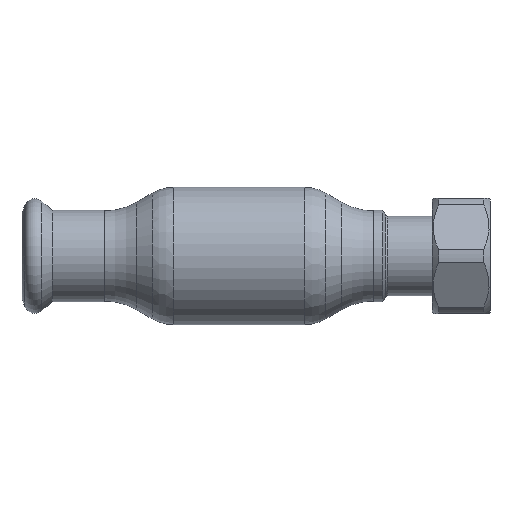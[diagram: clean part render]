
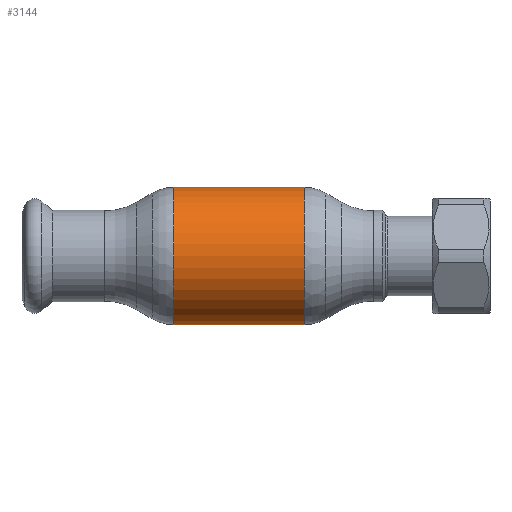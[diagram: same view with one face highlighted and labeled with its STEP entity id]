
A CAD part, front view. The second image highlights one B-rep face of the part: STEP entity #3144.
In plain terms, the highlighted cylindrical face has radius 19 mm (diameter 38 mm), a partial arc.
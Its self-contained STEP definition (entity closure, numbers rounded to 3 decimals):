
#2534 = DIRECTION ( 'NONE',  ( -1., 0., 0. ) ) ;
#3144 = ADVANCED_FACE ( 'NONE', ( #47293 ), #56403, .T. ) ;
#3904 = ORIENTED_EDGE ( 'NONE', *, *, #52605, .T. ) ;
#4065 = VERTEX_POINT ( 'NONE', #54152 ) ;
#4937 = EDGE_CURVE ( 'NONE', #10807, #41367, #41520, .T. ) ;
#6083 = CARTESIAN_POINT ( 'NONE',  ( 18.035, 0., 19. ) ) ;
#6817 = DIRECTION ( 'NONE',  ( -1., 0., 0. ) ) ;
#7108 = DIRECTION ( 'NONE',  ( 0., 0., 1. ) ) ;
#7197 = CARTESIAN_POINT ( 'NONE',  ( -18.035, 0., 19. ) ) ;
#7499 = DIRECTION ( 'NONE',  ( 0., 0., 1. ) ) ;
#7815 = VECTOR ( 'NONE', #36207, 1000. ) ;
#8788 = CARTESIAN_POINT ( 'NONE',  ( 18.035, 0., -19. ) ) ;
#10807 = VERTEX_POINT ( 'NONE', #6083 ) ;
#11103 = AXIS2_PLACEMENT_3D ( 'NONE', #15989, #52001, #7108 ) ;
#12230 = ORIENTED_EDGE ( 'NONE', *, *, #4937, .T. ) ;
#12883 = LINE ( 'NONE', #35107, #32557 ) ;
#14795 = ORIENTED_EDGE ( 'NONE', *, *, #56926, .F. ) ;
#15989 = CARTESIAN_POINT ( 'NONE',  ( -62.69, 0., 0. ) ) ;
#16101 = CIRCLE ( 'NONE', #27404, 19. ) ;
#16127 = CIRCLE ( 'NONE', #49114, 19. ) ;
#23955 = EDGE_CURVE ( 'NONE', #4065, #41367, #16127, .T. ) ;
#27404 = AXIS2_PLACEMENT_3D ( 'NONE', #43776, #6817, #57318 ) ;
#30500 = ORIENTED_EDGE ( 'NONE', *, *, #23955, .F. ) ;
#30540 = VERTEX_POINT ( 'NONE', #8788 ) ;
#30928 = DIRECTION ( 'NONE',  ( -1., 0., 0. ) ) ;
#32557 = VECTOR ( 'NONE', #30928, 1000. ) ;
#35107 = CARTESIAN_POINT ( 'NONE',  ( -62.69, 0., -19. ) ) ;
#36207 = DIRECTION ( 'NONE',  ( -1., 0., 0. ) ) ;
#38889 = CARTESIAN_POINT ( 'NONE',  ( -18.035, 0., 0. ) ) ;
#41367 = VERTEX_POINT ( 'NONE', #7197 ) ;
#41520 = LINE ( 'NONE', #45898, #7815 ) ;
#43776 = CARTESIAN_POINT ( 'NONE',  ( 18.035, 0., 0. ) ) ;
#45898 = CARTESIAN_POINT ( 'NONE',  ( -62.69, 0., 19. ) ) ;
#47293 = FACE_OUTER_BOUND ( 'NONE', #56027, .T. ) ;
#49114 = AXIS2_PLACEMENT_3D ( 'NONE', #38889, #2534, #7499 ) ;
#52001 = DIRECTION ( 'NONE',  ( -1., 0., 0. ) ) ;
#52605 = EDGE_CURVE ( 'NONE', #30540, #10807, #16101, .T. ) ;
#54152 = CARTESIAN_POINT ( 'NONE',  ( -18.035, 0., -19. ) ) ;
#56027 = EDGE_LOOP ( 'NONE', ( #14795, #3904, #12230, #30500 ) ) ;
#56403 = CYLINDRICAL_SURFACE ( 'NONE', #11103, 19. ) ;
#56926 = EDGE_CURVE ( 'NONE', #30540, #4065, #12883, .T. ) ;
#57318 = DIRECTION ( 'NONE',  ( 0., 0., 1. ) ) ;
